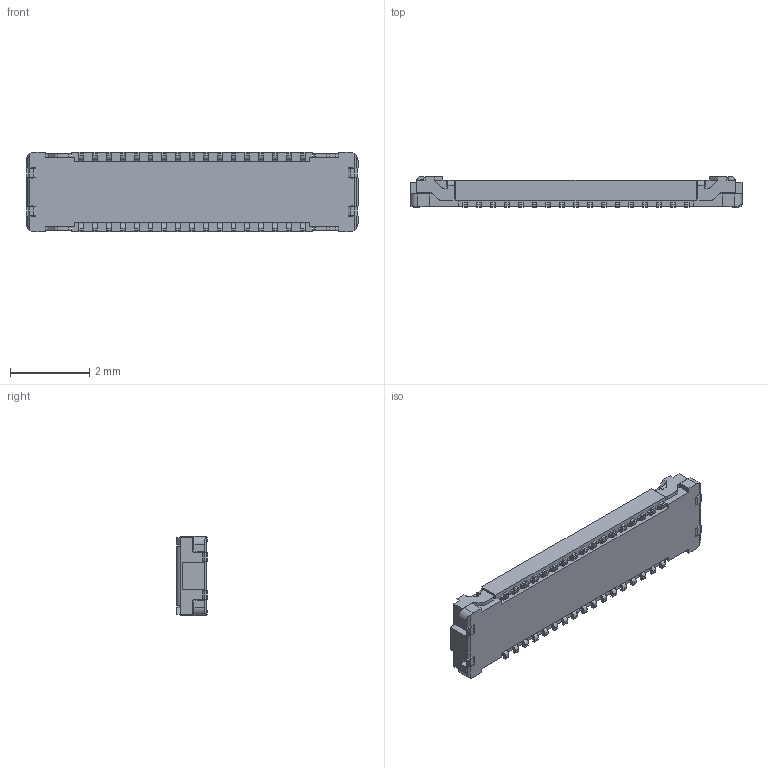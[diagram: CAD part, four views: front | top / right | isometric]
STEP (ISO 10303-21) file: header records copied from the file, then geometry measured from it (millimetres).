
FILE_DESCRIPTION((''),'2;1');
FILE_NAME('5054133410','2019-02-22T',('gga'),(''),'PRO/ENGINEER BY PARAMETRIC TECHNOLOGY CORPORATION, 2016010','PRO/ENGINEER BY PARAMETRIC TECHNOLOGY CORPORATION, 2016010','');
FILE_SCHEMA(('CONFIG_CONTROL_DESIGN'));
Length unit declared in the file: millimetre
Products named in the file (1): 5054133410
Bounding box: 8.4 x 0.78 x 2 mm (x, y, z)
Volume: 8.2 mm3; surface area: 70.6 mm2
Topology: 1 solids, 1 shells, 1012 faces, 2850 edges, 1939 vertices
Faces by surface type: plane 813, cylinder 195, cone 4
Entity records: 32179 total; most frequent: CARTESIAN_POINT 5686, ORIENTED_EDGE 5396, DIRECTION 5262, EDGE_CURVE 2698, VECTOR 2436, LINE 2436, VERTEX_POINT 1787, AXIS2_PLACEMENT_3D 1413
